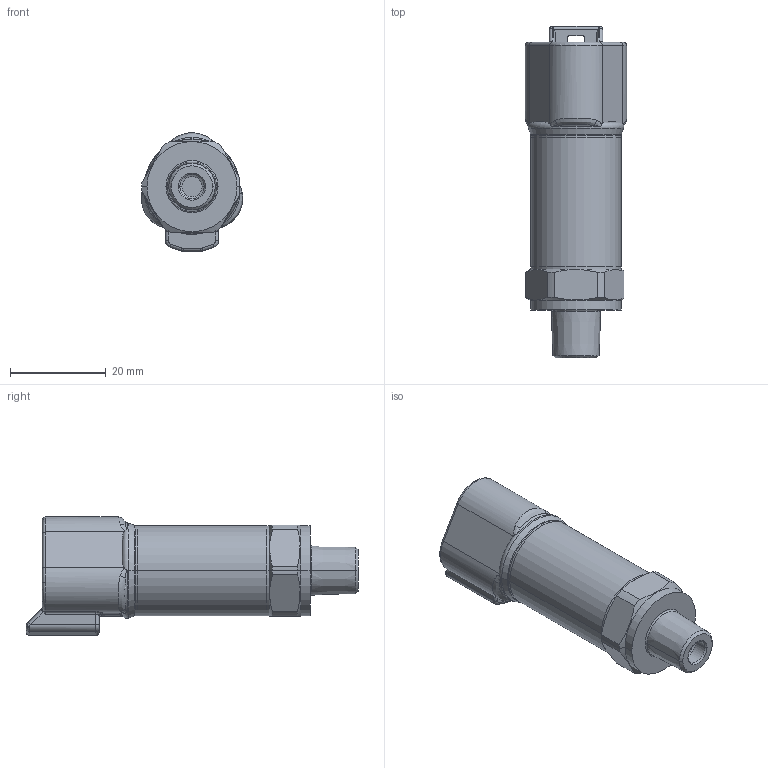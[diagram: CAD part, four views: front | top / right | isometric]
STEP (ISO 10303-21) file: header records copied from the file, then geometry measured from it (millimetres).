
FILE_DESCRIPTION (( 'STEP AP214' ), '1' );
FILE_NAME ('825X.XX.XX.43.D3.STEP', '2019-08-09T09:11:56', ( '' ), ( '' ), 'SwSTEP 2.0', 'SolidWorks 2016', '' );
FILE_SCHEMA (( 'AUTOMOTIVE_DESIGN' ));
Length unit declared in the file: millimetre
Products named in the file (4): C29031_43_C29031; 825X.XX.XX.43.D3; C21542_defeatured; DEUTSCH_3P_D3
Assembly tree (3 placements, depth 2):
  825X.XX.XX.43.D3
    C21542_defeatured
    C29031_43_C29031
    DEUTSCH_3P_D3
Bounding box: 21.15 x 69.3 x 24.71 mm (x, y, z)
Volume: 13726.1 mm3; surface area: 7176.1 mm2
Topology: 3 solids, 3 shells, 301 faces, 739 edges, 453 vertices
Faces by surface type: cylinder 82, plane 74, bspline 70, torus 43, cone 28, sphere 4
Entity records: 16212 total; most frequent: CARTESIAN_POINT 6726, ORIENTED_EDGE 1468, DIRECTION 1220, EDGE_CURVE 734, AXIS2_PLACEMENT_3D 492, VERTEX_POINT 451, EDGE_LOOP 317, ADVANCED_FACE 301
